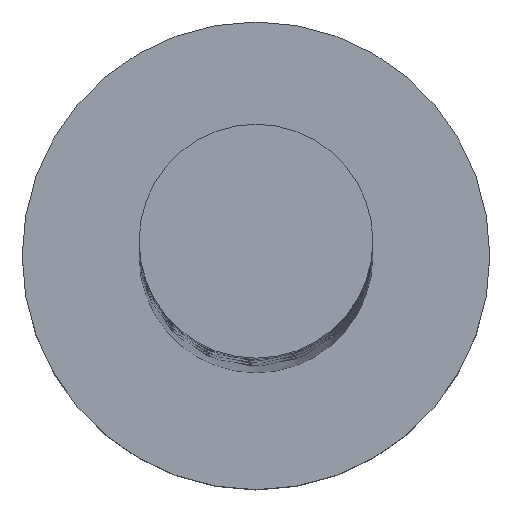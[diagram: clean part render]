
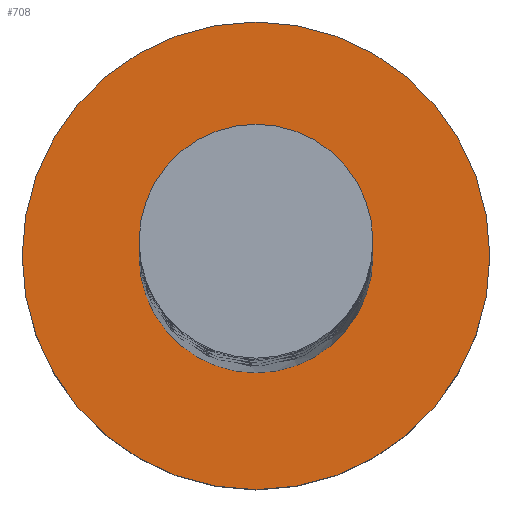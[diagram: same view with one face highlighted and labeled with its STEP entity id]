
A CAD part, top view. The second image highlights one B-rep face of the part: STEP entity #708.
In plain terms, the highlighted planar face has unit normal (0, 0, 1).
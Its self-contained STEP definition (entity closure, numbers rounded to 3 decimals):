
#41 = AXIS2_PLACEMENT_3D ( 'NONE', #345, #336, #1481 ) ;
#66 = VERTEX_POINT ( 'NONE', #655 ) ;
#146 = CIRCLE ( 'NONE', #1649, 2. ) ;
#165 = DIRECTION ( 'NONE',  ( 1., 0., 0. ) ) ;
#166 = EDGE_CURVE ( 'NONE', #1586, #66, #845, .T. ) ;
#215 = CARTESIAN_POINT ( 'NONE',  ( 0., 0., 3. ) ) ;
#262 = EDGE_CURVE ( 'NONE', #753, #1122, #146, .T. ) ;
#313 = CIRCLE ( 'NONE', #41, 2. ) ;
#336 = DIRECTION ( 'NONE',  ( 0., 0., 1. ) ) ;
#345 = CARTESIAN_POINT ( 'NONE',  ( 0., 0., 3. ) ) ;
#367 = AXIS2_PLACEMENT_3D ( 'NONE', #215, #596, #1370 ) ;
#370 = ORIENTED_EDGE ( 'NONE', *, *, #262, .F. ) ;
#418 = CARTESIAN_POINT ( 'NONE',  ( -4., 0., 3. ) ) ;
#456 = DIRECTION ( 'NONE',  ( 1., 0., 0. ) ) ;
#533 = CARTESIAN_POINT ( 'NONE',  ( -2., 0., 3. ) ) ;
#591 = ORIENTED_EDGE ( 'NONE', *, *, #676, .F. ) ;
#596 = DIRECTION ( 'NONE',  ( 0., 0., 1. ) ) ;
#655 = CARTESIAN_POINT ( 'NONE',  ( 4., 0., 3. ) ) ;
#676 = EDGE_CURVE ( 'NONE', #1122, #753, #313, .T. ) ;
#708 = ADVANCED_FACE ( 'NONE', ( #839, #1364 ), #1347, .T. ) ;
#711 = CARTESIAN_POINT ( 'NONE',  ( 2., 0., 3. ) ) ;
#737 = EDGE_LOOP ( 'NONE', ( #1575, #1005 ) ) ;
#753 = VERTEX_POINT ( 'NONE', #711 ) ;
#839 = FACE_BOUND ( 'NONE', #1245, .T. ) ;
#845 = CIRCLE ( 'NONE', #1383, 4. ) ;
#921 = AXIS2_PLACEMENT_3D ( 'NONE', #1369, #1487, #456 ) ;
#1005 = ORIENTED_EDGE ( 'NONE', *, *, #1418, .T. ) ;
#1011 = DIRECTION ( 'NONE',  ( 1., 0., 0. ) ) ;
#1056 = DIRECTION ( 'NONE',  ( 0., 0., 1. ) ) ;
#1122 = VERTEX_POINT ( 'NONE', #533 ) ;
#1143 = CARTESIAN_POINT ( 'NONE',  ( 0., 0., 3. ) ) ;
#1245 = EDGE_LOOP ( 'NONE', ( #591, #370 ) ) ;
#1347 = PLANE ( 'NONE',  #921 ) ;
#1364 = FACE_OUTER_BOUND ( 'NONE', #737, .T. ) ;
#1369 = CARTESIAN_POINT ( 'NONE',  ( 0., 0., 3. ) ) ;
#1370 = DIRECTION ( 'NONE',  ( 1., 0., 0. ) ) ;
#1383 = AXIS2_PLACEMENT_3D ( 'NONE', #1456, #1056, #165 ) ;
#1418 = EDGE_CURVE ( 'NONE', #66, #1586, #1542, .T. ) ;
#1456 = CARTESIAN_POINT ( 'NONE',  ( 0., 0., 3. ) ) ;
#1481 = DIRECTION ( 'NONE',  ( 1., 0., 0. ) ) ;
#1487 = DIRECTION ( 'NONE',  ( 0., 0., 1. ) ) ;
#1542 = CIRCLE ( 'NONE', #367, 4. ) ;
#1575 = ORIENTED_EDGE ( 'NONE', *, *, #166, .T. ) ;
#1586 = VERTEX_POINT ( 'NONE', #418 ) ;
#1634 = DIRECTION ( 'NONE',  ( 0., 0., 1. ) ) ;
#1649 = AXIS2_PLACEMENT_3D ( 'NONE', #1143, #1634, #1011 ) ;
